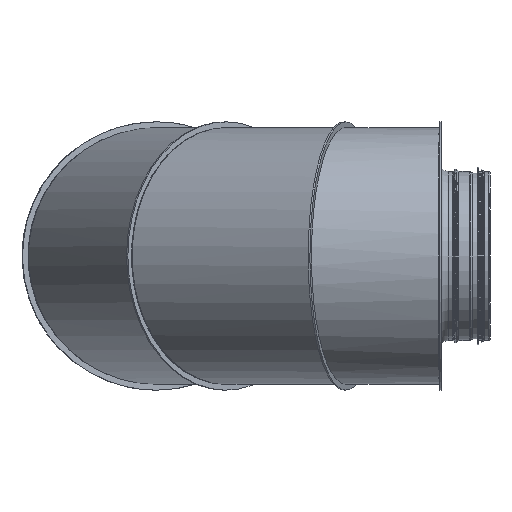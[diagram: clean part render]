
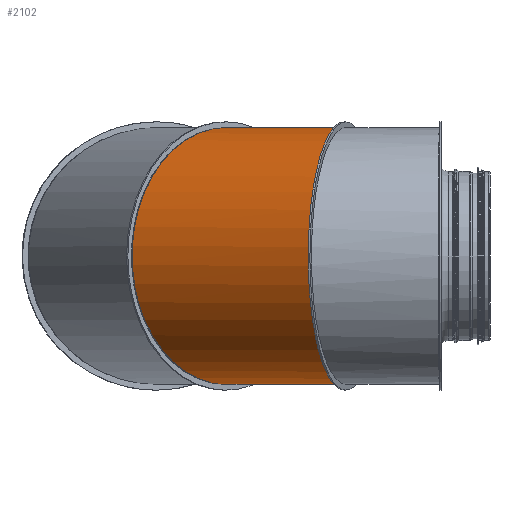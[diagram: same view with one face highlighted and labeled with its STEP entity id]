
A CAD part, left-side view. The second image highlights one B-rep face of the part: STEP entity #2102.
In plain terms, the highlighted cylindrical face has radius 150.7 mm (diameter 301.4 mm), a full revolution.
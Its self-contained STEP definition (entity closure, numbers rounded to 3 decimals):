
#66=ELLIPSE('',#2307,155.968,150.7);
#68=ELLIPSE('',#2374,1174.739,150.7);
#70=ELLIPSE('',#2376,1174.739,150.7);
#71=ELLIPSE('',#2378,156.016,150.7);
#72=ELLIPSE('',#2381,156.016,150.7);
#76=ELLIPSE('',#2385,1174.925,150.7);
#81=ELLIPSE('',#2390,155.968,150.7);
#85=ELLIPSE('',#2395,1174.925,150.7);
#197=CYLINDRICAL_SURFACE('',#2407,150.7);
#399=FACE_BOUND('',#862,.T.);
#572=FACE_OUTER_BOUND('',#861,.T.);
#861=EDGE_LOOP('',(#1813,#1814,#1815,#1816));
#862=EDGE_LOOP('',(#1817,#1818,#1819,#1820));
#1093=VERTEX_POINT('',#3319);
#1095=VERTEX_POINT('',#3323);
#1184=VERTEX_POINT('',#4381);
#1185=VERTEX_POINT('',#4383);
#1190=VERTEX_POINT('',#5151);
#1191=VERTEX_POINT('',#5152);
#1194=VERTEX_POINT('',#5165);
#1197=VERTEX_POINT('',#5185);
#1345=EDGE_CURVE('',#1095,#1093,#66,.T.);
#1380=EDGE_CURVE('',#1184,#1095,#68,.T.);
#1382=EDGE_CURVE('',#1093,#1185,#70,.T.);
#1384=EDGE_CURVE('',#1185,#1184,#71,.T.);
#1389=EDGE_CURVE('',#1190,#1191,#72,.T.);
#1393=EDGE_CURVE('',#1194,#1190,#76,.T.);
#1401=EDGE_CURVE('',#1197,#1194,#81,.T.);
#1410=EDGE_CURVE('',#1191,#1197,#85,.T.);
#1813=ORIENTED_EDGE('',*,*,#1380,.T.);
#1814=ORIENTED_EDGE('',*,*,#1345,.T.);
#1815=ORIENTED_EDGE('',*,*,#1382,.T.);
#1816=ORIENTED_EDGE('',*,*,#1384,.T.);
#1817=ORIENTED_EDGE('',*,*,#1410,.T.);
#1818=ORIENTED_EDGE('',*,*,#1401,.T.);
#1819=ORIENTED_EDGE('',*,*,#1393,.T.);
#1820=ORIENTED_EDGE('',*,*,#1389,.T.);
#2102=ADVANCED_FACE('',(#572,#399),#197,.T.);
#2307=AXIS2_PLACEMENT_3D('',#4185,#2800,#2801);
#2374=AXIS2_PLACEMENT_3D('',#4382,#2934,#2935);
#2376=AXIS2_PLACEMENT_3D('',#4385,#2938,#2939);
#2378=AXIS2_PLACEMENT_3D('',#4546,#2942,#2943);
#2381=AXIS2_PLACEMENT_3D('',#5153,#2949,#2950);
#2385=AXIS2_PLACEMENT_3D('',#5166,#2957,#2958);
#2390=AXIS2_PLACEMENT_3D('',#5201,#2970,#2971);
#2395=AXIS2_PLACEMENT_3D('',#5609,#2983,#2984);
#2407=AXIS2_PLACEMENT_3D('',#5697,#3009,#3010);
#2800=DIRECTION('center_axis',(-0.706,-0.708,0.));
#2801=DIRECTION('ref_axis',(-0.708,0.706,0.));
#2934=DIRECTION('center_axis',(-0.795,0.607,0.));
#2935=DIRECTION('ref_axis',(-0.607,-0.795,0.));
#2938=DIRECTION('center_axis',(-0.795,0.607,0.));
#2939=DIRECTION('ref_axis',(-0.607,-0.795,0.));
#2942=DIRECTION('center_axis',(-0.707,-0.707,0.));
#2943=DIRECTION('ref_axis',(-0.707,0.707,0.));
#2949=DIRECTION('center_axis',(0.259,0.966,0.));
#2950=DIRECTION('ref_axis',(-0.966,0.259,0.));
#2957=DIRECTION('center_axis',(-0.923,0.385,0.));
#2958=DIRECTION('ref_axis',(-0.385,-0.923,0.));
#2970=DIRECTION('center_axis',(0.26,0.966,0.));
#2971=DIRECTION('ref_axis',(-0.966,0.26,0.));
#2983=DIRECTION('center_axis',(-0.923,0.385,0.));
#2984=DIRECTION('ref_axis',(-0.385,-0.923,0.));
#3009=DIRECTION('center_axis',(0.5,0.866,0.));
#3010=DIRECTION('ref_axis',(-0.866,0.5,0.));
#3319=CARTESIAN_POINT('',(-221.811,221.811,-150.7));
#3323=CARTESIAN_POINT('',(-221.811,221.811,150.7));
#4185=CARTESIAN_POINT('Origin',(-221.811,221.811,0.));
#4381=CARTESIAN_POINT('',(-222.454,220.969,150.7));
#4382=CARTESIAN_POINT('Origin',(-221.811,221.811,0.));
#4383=CARTESIAN_POINT('',(-222.454,220.969,-150.7));
#4385=CARTESIAN_POINT('Origin',(-221.811,221.811,0.));
#4546=CARTESIAN_POINT('Origin',(-222.355,220.87,0.));
#5151=CARTESIAN_POINT('',(-302.592,82.166,150.7));
#5152=CARTESIAN_POINT('',(-302.592,82.166,-150.7));
#5153=CARTESIAN_POINT('Origin',(-302.456,82.13,0.));
#5165=CARTESIAN_POINT('',(-303.,81.189,150.7));
#5166=CARTESIAN_POINT('Origin',(-303.,81.189,0.));
#5185=CARTESIAN_POINT('',(-303.,81.189,-150.7));
#5201=CARTESIAN_POINT('Origin',(-303.,81.189,0.));
#5609=CARTESIAN_POINT('Origin',(-303.,81.189,0.));
#5697=CARTESIAN_POINT('Origin',(-303.,81.189,0.));
